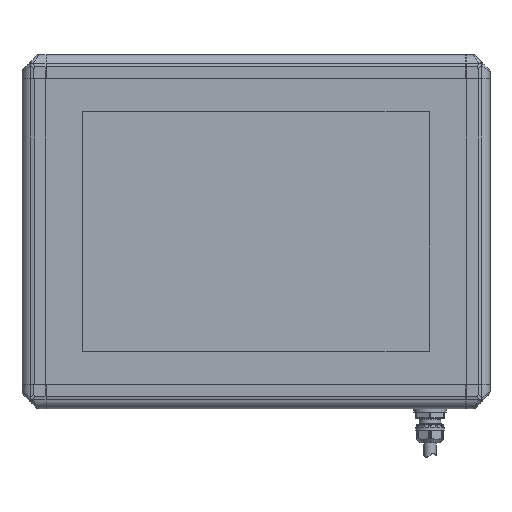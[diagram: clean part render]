
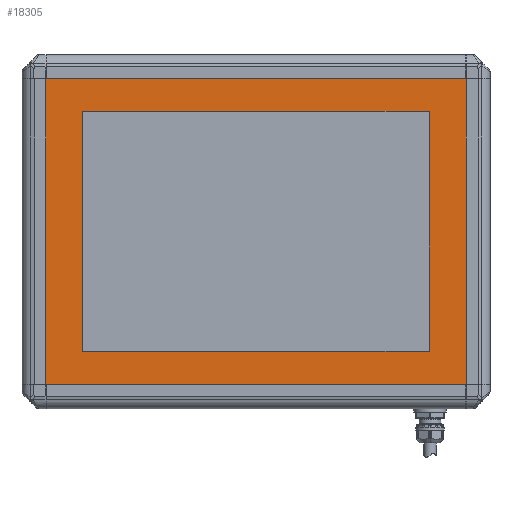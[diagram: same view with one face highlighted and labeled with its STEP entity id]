
A CAD part, top view. The second image highlights one B-rep face of the part: STEP entity #18305.
In plain terms, the highlighted planar face has unit normal (0, 0, 1).
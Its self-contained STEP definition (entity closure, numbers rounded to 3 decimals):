
#475 = CARTESIAN_POINT ( 'NONE',  ( -181.75, -127.5, 0. ) ) ;
#1151 = DIRECTION ( 'NONE',  ( 0., -1., 0. ) ) ;
#1284 = VECTOR ( 'NONE', #11939, 1000. ) ;
#2277 = FACE_BOUND ( 'NONE', #29030, .T. ) ;
#3214 = ORIENTED_EDGE ( 'NONE', *, *, #15462, .F. ) ;
#3931 = DIRECTION ( 'NONE',  ( 0., -1., 0. ) ) ;
#4224 = VECTOR ( 'NONE', #11480, 1000. ) ;
#4718 = CARTESIAN_POINT ( 'NONE',  ( -175., -134.25, 0. ) ) ;
#6193 = CARTESIAN_POINT ( 'NONE',  ( 144.25, -99.75, 0. ) ) ;
#6340 = VECTOR ( 'NONE', #3931, 1000. ) ;
#7180 = VECTOR ( 'NONE', #35086, 1000. ) ;
#7557 = CARTESIAN_POINT ( 'NONE',  ( -144.75, -99.75, 0. ) ) ;
#7912 = CARTESIAN_POINT ( 'NONE',  ( 144.25, 100.25, 0. ) ) ;
#8509 = EDGE_CURVE ( 'NONE', #22445, #31200, #11873, .T. ) ;
#8923 = VERTEX_POINT ( 'NONE', #12757 ) ;
#9396 = PLANE ( 'NONE',  #19399 ) ;
#10085 = CARTESIAN_POINT ( 'NONE',  ( -144.75, -99.75, 0. ) ) ;
#10510 = VERTEX_POINT ( 'NONE', #7557 ) ;
#10795 = VERTEX_POINT ( 'NONE', #19599 ) ;
#11480 = DIRECTION ( 'NONE',  ( 1., 0., 0. ) ) ;
#11606 = EDGE_CURVE ( 'NONE', #31200, #27107, #31356, .T. ) ;
#11873 = LINE ( 'NONE', #475, #12022 ) ;
#11939 = DIRECTION ( 'NONE',  ( 0., 1., 0. ) ) ;
#12022 = VECTOR ( 'NONE', #37581, 1000. ) ;
#12757 = CARTESIAN_POINT ( 'NONE',  ( -144.75, 100.25, 0. ) ) ;
#14453 = CARTESIAN_POINT ( 'NONE',  ( -144.75, 100.25, 0. ) ) ;
#15462 = EDGE_CURVE ( 'NONE', #8923, #10510, #21747, .T. ) ;
#15479 = VECTOR ( 'NONE', #39937, 1000. ) ;
#16764 = CARTESIAN_POINT ( 'NONE',  ( -181.75, 127.5, 0. ) ) ;
#16934 = EDGE_CURVE ( 'NONE', #10795, #8923, #36125, .T. ) ;
#17115 = EDGE_CURVE ( 'NONE', #27107, #46214, #41284, .T. ) ;
#17648 = ORIENTED_EDGE ( 'NONE', *, *, #11606, .T. ) ;
#18132 = LINE ( 'NONE', #10085, #4224 ) ;
#18305 = ADVANCED_FACE ( 'NONE', ( #2277, #27725 ), #9396, .T. ) ;
#19207 = LINE ( 'NONE', #4718, #36381 ) ;
#19277 = EDGE_CURVE ( 'NONE', #38703, #10795, #25753, .T. ) ;
#19399 = AXIS2_PLACEMENT_3D ( 'NONE', #45766, #20094, #45528 ) ;
#19599 = CARTESIAN_POINT ( 'NONE',  ( 144.25, 100.25, 0. ) ) ;
#20094 = DIRECTION ( 'NONE',  ( 0., 0., 1. ) ) ;
#21747 = LINE ( 'NONE', #28441, #6340 ) ;
#22445 = VERTEX_POINT ( 'NONE', #25307 ) ;
#22794 = EDGE_LOOP ( 'NONE', ( #42890, #40924, #24988, #17648 ) ) ;
#23511 = CARTESIAN_POINT ( 'NONE',  ( 175., -134.25, 0. ) ) ;
#23667 = EDGE_CURVE ( 'NONE', #46214, #22445, #19207, .T. ) ;
#24988 = ORIENTED_EDGE ( 'NONE', *, *, #8509, .T. ) ;
#25307 = CARTESIAN_POINT ( 'NONE',  ( -175., -127.5, 0. ) ) ;
#25753 = LINE ( 'NONE', #7912, #1284 ) ;
#27107 = VERTEX_POINT ( 'NONE', #31998 ) ;
#27725 = FACE_OUTER_BOUND ( 'NONE', #22794, .T. ) ;
#28344 = ORIENTED_EDGE ( 'NONE', *, *, #31057, .F. ) ;
#28441 = CARTESIAN_POINT ( 'NONE',  ( -144.75, 100.25, 0. ) ) ;
#29030 = EDGE_LOOP ( 'NONE', ( #3214, #42711, #33030, #28344 ) ) ;
#31057 = EDGE_CURVE ( 'NONE', #10510, #38703, #18132, .T. ) ;
#31147 = CARTESIAN_POINT ( 'NONE',  ( 175., -127.5, 0. ) ) ;
#31200 = VERTEX_POINT ( 'NONE', #31147 ) ;
#31356 = LINE ( 'NONE', #23511, #42489 ) ;
#31998 = CARTESIAN_POINT ( 'NONE',  ( 175., 127.5, 0. ) ) ;
#33030 = ORIENTED_EDGE ( 'NONE', *, *, #19277, .F. ) ;
#35086 = DIRECTION ( 'NONE',  ( -1., 0., 0. ) ) ;
#36125 = LINE ( 'NONE', #14453, #15479 ) ;
#36381 = VECTOR ( 'NONE', #1151, 1000. ) ;
#37581 = DIRECTION ( 'NONE',  ( 1., 0., 0. ) ) ;
#38037 = DIRECTION ( 'NONE',  ( 0., 1., 0. ) ) ;
#38703 = VERTEX_POINT ( 'NONE', #6193 ) ;
#38826 = CARTESIAN_POINT ( 'NONE',  ( -175., 127.5, 0. ) ) ;
#39937 = DIRECTION ( 'NONE',  ( -1., 0., 0. ) ) ;
#40924 = ORIENTED_EDGE ( 'NONE', *, *, #23667, .T. ) ;
#41284 = LINE ( 'NONE', #16764, #7180 ) ;
#42489 = VECTOR ( 'NONE', #38037, 1000. ) ;
#42711 = ORIENTED_EDGE ( 'NONE', *, *, #16934, .F. ) ;
#42890 = ORIENTED_EDGE ( 'NONE', *, *, #17115, .T. ) ;
#45528 = DIRECTION ( 'NONE',  ( 1., 0., 0. ) ) ;
#45766 = CARTESIAN_POINT ( 'NONE',  ( -181.75, -134.25, 0. ) ) ;
#46214 = VERTEX_POINT ( 'NONE', #38826 ) ;
